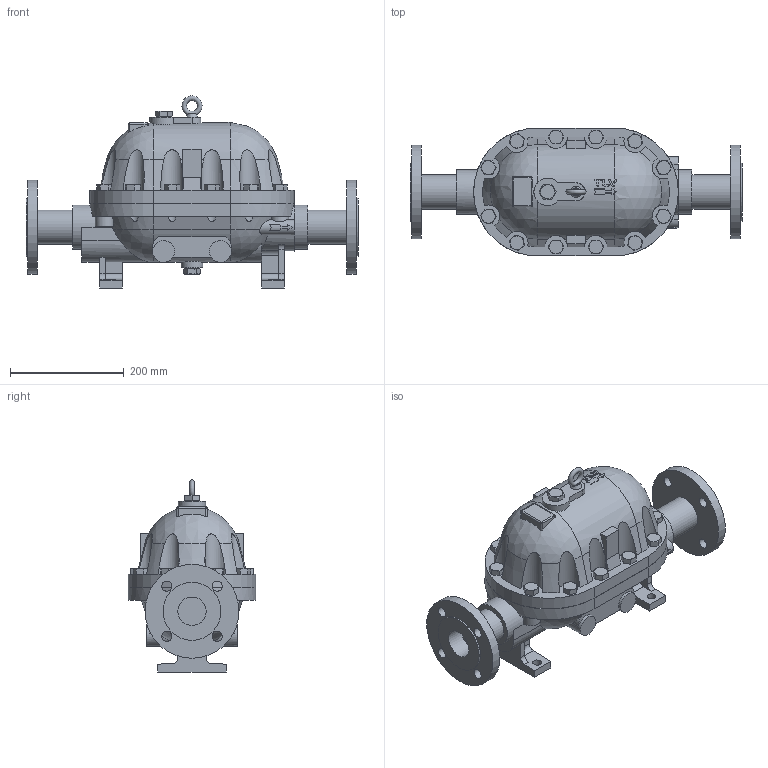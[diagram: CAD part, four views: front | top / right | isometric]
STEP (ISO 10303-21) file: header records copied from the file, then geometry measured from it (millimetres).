
FILE_DESCRIPTION(/* description */ (''),/* implementation_level */ '2;1');
FILE_NAME(/* name */ 'jlh9x-050-e0025-00.stp',/* time_stamp */ '2016-10-12T15:25:26+09:00',/* author */ ('nakaot'),/* organization */ (''),/* preprocessor_version */ 'ST-DEVELOPER v15.6',/* originating_system */ 'Autodesk Inventor 2015',/* authorisation */ '');
FILE_SCHEMA (('CONFIG_CONTROL_DESIGN'));
Length unit declared in the file: millimetre
Products named in the file (1): jlh9x-050-e0025-00
Bounding box: 584 x 225 x 338.07 mm (x, y, z)
Volume: 12574025.1 mm3; surface area: 553951.4 mm2
Topology: 1 solids, 1 shells, 465 faces, 1186 edges, 757 vertices
Faces by surface type: plane 226, cylinder 110, cone 91, bspline 27, sphere 10, torus 1
Full cylindrical faces by diameter (mm): 15 x4, 18 x8, 21 x2, 38 x5, 50 x2, 60.5 x2, 78 x2, 102 x2, 165 x2
Entity records: 15136 total; most frequent: CARTESIAN_POINT 4685, ORIENTED_EDGE 2262, DIRECTION 2037, EDGE_CURVE 1131, AXIS2_PLACEMENT_3D 788, VERTEX_POINT 737, EDGE_LOOP 558, ADVANCED_FACE 465
